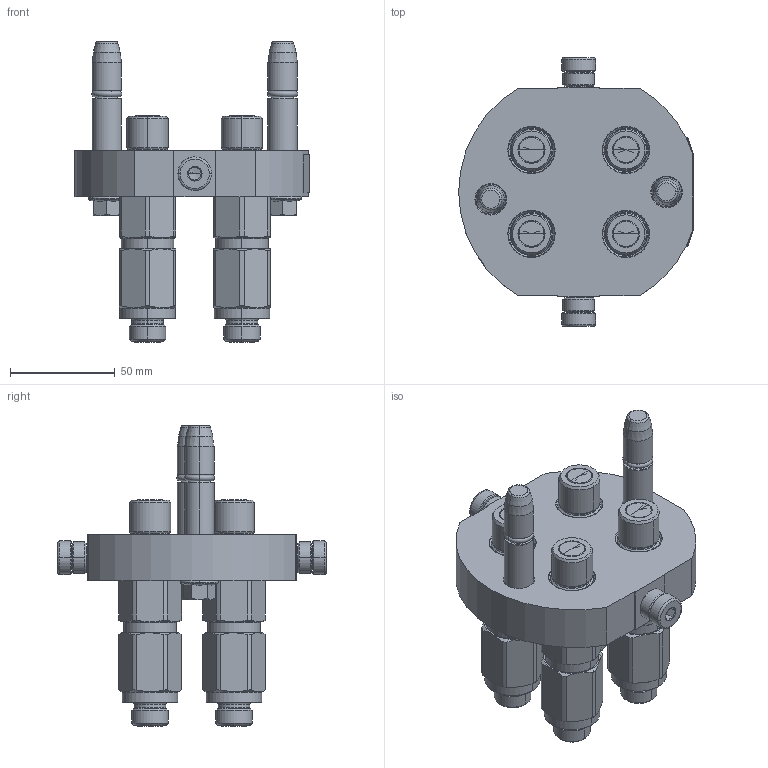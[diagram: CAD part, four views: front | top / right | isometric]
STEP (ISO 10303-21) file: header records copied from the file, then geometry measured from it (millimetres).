
FILE_DESCRIPTION (( 'STEP AP214' ), '1' );
FILE_NAME ('FASTER.step', '2025-11-18T20:28:10', ( '' ), ( '' ), 'SwSTEP 2.0', 'SolidWorks 2017', '' );
FILE_SCHEMA (( 'AUTOMOTIVE_DESIGN' ));
Length unit declared in the file: millimetre
Products named in the file (11): 1540_080_0008_000; 4830_021_0000_000; et002_piegata; 4830_013_3000_020; 3ffnp3811_38sm; P506_M_BASE; 4830_028_1000_002; or2_62x9_19_m; 4830_010_0000_002; FASTER
Assembly tree (18 placements, depth 3):
  FASTER
    P506_M_BASE
      4830_010_0000_002
      4830_021_0000_000  x2
      1540_080_0008_000  x2
      4830_013_3000_020  x2
      4830_028_1000_002  x2
      or2_62x9_19_m  x2
    3ffnp3811_38sm  x4
      3ffnp3811_38sm
    et002_piegata
Bounding box: 111.8 x 128 x 143.42 mm (x, y, z)
Volume: 1869.5 mm3; surface area: 101907.7 mm2
Topology: 5 solids, 60 shells, 1933 faces, 5440 edges, 3574 vertices
Faces by surface type: plane 1061, cylinder 341, cone 328, torus 148, bspline 55
Entity records: 45592 total; most frequent: CARTESIAN_POINT 11142, ORIENTED_EDGE 6598, DIRECTION 6196, EDGE_CURVE 3415, VECTOR 2544, LINE 2544, VERTEX_POINT 2234, AXIS2_PLACEMENT_3D 1826
